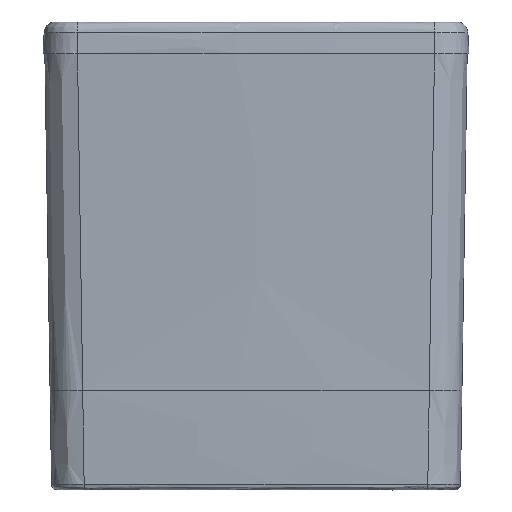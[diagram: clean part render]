
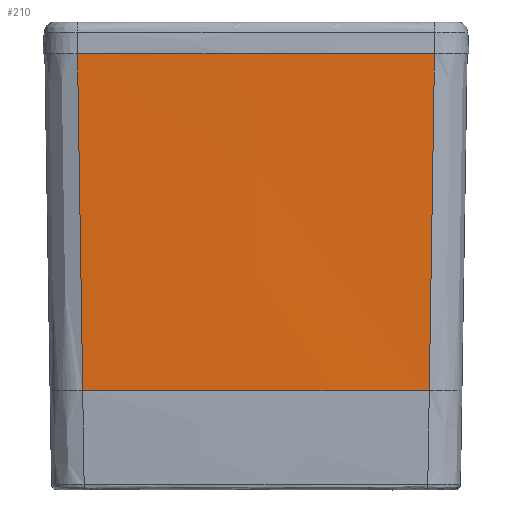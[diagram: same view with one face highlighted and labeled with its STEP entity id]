
A CAD part, front view. The second image highlights one B-rep face of the part: STEP entity #210.
In plain terms, the highlighted free-form (B-spline) face has degree [3, 3] with [4, 5] control points.
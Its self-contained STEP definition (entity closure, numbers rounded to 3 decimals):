
#210=ADVANCED_FACE('',(#523),#4279,.T.);
#523=FACE_OUTER_BOUND('',#830,.T.);
#830=EDGE_LOOP('',(#1851,#1852,#1853,#1854));
#1851=ORIENTED_EDGE('',*,*,#2787,.F.);
#1852=ORIENTED_EDGE('',*,*,#2790,.T.);
#1853=ORIENTED_EDGE('',*,*,#2792,.T.);
#1854=ORIENTED_EDGE('',*,*,#2789,.F.);
#2787=EDGE_CURVE('',#4005,#3950,#3559,.T.);
#2789=EDGE_CURVE('',#3950,#3949,#3560,.T.);
#2790=EDGE_CURVE('',#4005,#4006,#3561,.T.);
#2792=EDGE_CURVE('',#4006,#3949,#3562,.T.);
#3559=B_SPLINE_CURVE_WITH_KNOTS('',3,(#13281,#13282,#13283,#13284,#13285,
#13286,#13287),.UNSPECIFIED.,.F.,.F.,(4,1,1,1,4),(-295.054,-221.29,
-147.527,-73.763,0.),.UNSPECIFIED.);
#3560=B_SPLINE_CURVE_WITH_KNOTS('',3,(#13291,#13292,#13293,#13294,#13295),
 .UNSPECIFIED.,.F.,.F.,(4,1,4),(0.,156.453,312.907),
 .UNSPECIFIED.);
#3561=B_SPLINE_CURVE_WITH_KNOTS('',3,(#13296,#13297,#13298,#13299,#13300),
 .UNSPECIFIED.,.F.,.F.,(4,1,4),(-303.766,-151.883,0.),
 .UNSPECIFIED.);
#3562=B_SPLINE_CURVE_WITH_KNOTS('',3,(#13304,#13305,#13306,#13307,#13308,
#13309,#13310),.UNSPECIFIED.,.F.,.F.,(4,1,1,1,4),(0.,73.763,147.527,
221.29,295.054),.UNSPECIFIED.);
#3949=VERTEX_POINT('',#12705);
#3950=VERTEX_POINT('',#12706);
#4005=VERTEX_POINT('',#12761);
#4006=VERTEX_POINT('',#12762);
#4279=B_SPLINE_SURFACE_WITH_KNOTS('',3,3,((#9689,#9690,#9691,#9692,#9693),
(#9694,#9695,#9696,#9697,#9698),(#9699,#9700,#9701,#9702,#9703),(#9704,
#9705,#9706,#9707,#9708)),.UNSPECIFIED.,.F.,.F.,.F.,(4,4),(4,1,4),(0.,306.847),
(0.,159.663,319.326),.UNSPECIFIED.);
#9689=CARTESIAN_POINT('',(-161.067,-132.913,387.9));
#9690=CARTESIAN_POINT('',(-107.916,-135.391,387.9));
#9691=CARTESIAN_POINT('',(-1.49,-137.868,387.9));
#9692=CARTESIAN_POINT('',(104.935,-135.391,387.9));
#9693=CARTESIAN_POINT('',(158.086,-132.913,387.9));
#9694=CARTESIAN_POINT('',(-159.693,-131.758,285.633));
#9695=CARTESIAN_POINT('',(-107.,-134.234,285.633));
#9696=CARTESIAN_POINT('',(-1.49,-136.71,285.633));
#9697=CARTESIAN_POINT('',(104.019,-134.234,285.633));
#9698=CARTESIAN_POINT('',(156.712,-131.758,285.633));
#9699=CARTESIAN_POINT('',(-158.318,-130.602,183.367));
#9700=CARTESIAN_POINT('',(-106.083,-133.077,183.367));
#9701=CARTESIAN_POINT('',(-1.49,-135.552,183.367));
#9702=CARTESIAN_POINT('',(103.102,-133.077,183.367));
#9703=CARTESIAN_POINT('',(155.338,-130.602,183.367));
#9704=CARTESIAN_POINT('',(-156.944,-129.446,81.1));
#9705=CARTESIAN_POINT('',(-105.166,-131.92,81.1));
#9706=CARTESIAN_POINT('',(-1.49,-134.395,81.1));
#9707=CARTESIAN_POINT('',(102.186,-131.92,81.1));
#9708=CARTESIAN_POINT('',(153.964,-129.446,81.1));
#12705=CARTESIAN_POINT('',(154.881,-132.991,382.));
#12706=CARTESIAN_POINT('',(-157.862,-132.991,382.));
#12761=CARTESIAN_POINT('',(-153.291,-129.689,87.));
#12762=CARTESIAN_POINT('',(150.31,-129.689,87.));
#13281=CARTESIAN_POINT('',(-153.291,-129.689,87.));
#13282=CARTESIAN_POINT('',(-153.686,-129.974,112.511));
#13283=CARTESIAN_POINT('',(-154.464,-130.536,162.668));
#13284=CARTESIAN_POINT('',(-155.568,-131.334,233.941));
#13285=CARTESIAN_POINT('',(-156.674,-132.133,305.354));
#13286=CARTESIAN_POINT('',(-157.461,-132.701,356.098));
#13287=CARTESIAN_POINT('',(-157.862,-132.991,382.));
#13291=CARTESIAN_POINT('',(-157.862,-132.991,382.));
#13292=CARTESIAN_POINT('',(-105.777,-135.372,382.));
#13293=CARTESIAN_POINT('',(-1.49,-137.753,382.));
#13294=CARTESIAN_POINT('',(102.797,-135.372,382.));
#13295=CARTESIAN_POINT('',(154.881,-132.991,382.));
#13296=CARTESIAN_POINT('',(-153.291,-129.689,87.));
#13297=CARTESIAN_POINT('',(-102.728,-132.045,87.));
#13298=CARTESIAN_POINT('',(-1.49,-134.403,87.));
#13299=CARTESIAN_POINT('',(99.747,-132.045,87.));
#13300=CARTESIAN_POINT('',(150.31,-129.689,87.));
#13304=CARTESIAN_POINT('',(150.31,-129.689,87.));
#13305=CARTESIAN_POINT('',(150.706,-129.975,112.517));
#13306=CARTESIAN_POINT('',(151.483,-130.536,162.682));
#13307=CARTESIAN_POINT('',(152.587,-131.334,233.959));
#13308=CARTESIAN_POINT('',(153.694,-132.133,305.364));
#13309=CARTESIAN_POINT('',(154.48,-132.701,356.102));
#13310=CARTESIAN_POINT('',(154.881,-132.991,382.));
